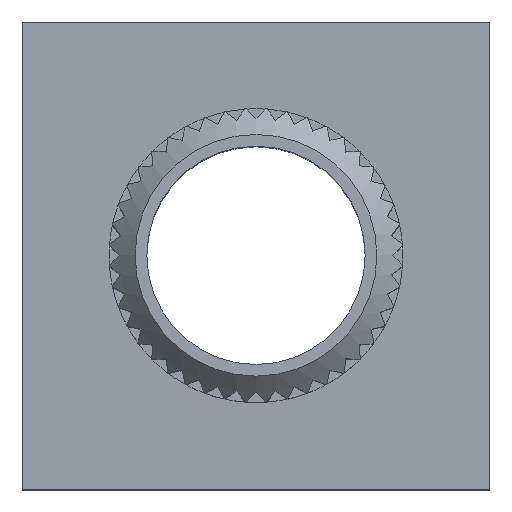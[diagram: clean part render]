
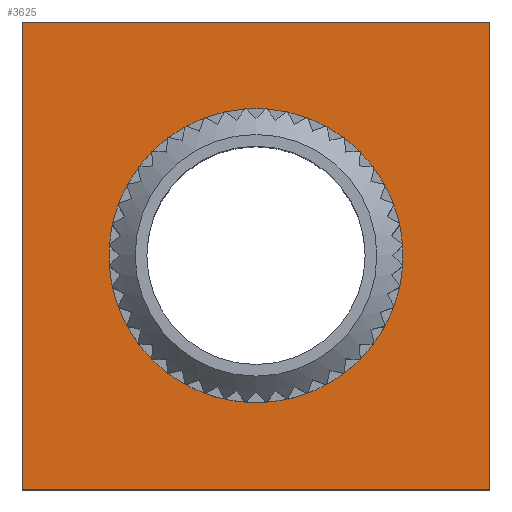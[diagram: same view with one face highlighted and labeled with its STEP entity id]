
A CAD part, top view. The second image highlights one B-rep face of the part: STEP entity #3625.
In plain terms, the highlighted planar face has unit normal (0, 0, 1).
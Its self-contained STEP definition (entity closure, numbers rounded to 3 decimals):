
#145 = LINE ( 'NONE', #159, #2143 ) ;
#151 = CARTESIAN_POINT ( 'NONE',  ( -4.5, -4.5, 2. ) ) ;
#156 = CARTESIAN_POINT ( 'NONE',  ( 0., 0., 2. ) ) ;
#157 = DIRECTION ( 'NONE',  ( 0., 0., 1. ) ) ;
#158 = DIRECTION ( 'NONE',  ( 1., 0., 0. ) ) ;
#159 = CARTESIAN_POINT ( 'NONE',  ( -4.5, 4.5, 2. ) ) ;
#160 = DIRECTION ( 'NONE',  ( -1., 0., 0. ) ) ;
#161 = LINE ( 'NONE', #151, #2254 ) ;
#162 = DIRECTION ( 'NONE',  ( 1., 0., 0. ) ) ;
#163 = LINE ( 'NONE', #164, #2318 ) ;
#164 = CARTESIAN_POINT ( 'NONE',  ( -4.5, 4.5, 2. ) ) ;
#165 = DIRECTION ( 'NONE',  ( 0., -1., 0. ) ) ;
#172 = LINE ( 'NONE', #174, #2095 ) ;
#174 = CARTESIAN_POINT ( 'NONE',  ( 4.5, 4.5, 2. ) ) ;
#175 = DIRECTION ( 'NONE',  ( 0., 1., 0. ) ) ;
#217 = CARTESIAN_POINT ( 'NONE',  ( -4.5, 4.5, 2. ) ) ;
#710 = ORIENTED_EDGE ( 'NONE', *, *, #3769, .T. ) ;
#711 = ORIENTED_EDGE ( 'NONE', *, *, #3772, .T. ) ;
#712 = ORIENTED_EDGE ( 'NONE', *, *, #3768, .T. ) ;
#713 = ORIENTED_EDGE ( 'NONE', *, *, #3767, .T. ) ;
#714 = ORIENTED_EDGE ( 'NONE', *, *, #3766, .F. ) ;
#835 = EDGE_LOOP ( 'NONE', ( #714 ) ) ;
#884 = EDGE_LOOP ( 'NONE', ( #710, #712, #711, #713 ) ) ;
#2095 = VECTOR ( 'NONE', #175, 1000. ) ;
#2143 = VECTOR ( 'NONE', #160, 1000. ) ;
#2238 = CIRCLE ( 'NONE', #2241, 2.825 ) ;
#2241 = AXIS2_PLACEMENT_3D ( 'NONE', #156, #157, #158 ) ;
#2254 = VECTOR ( 'NONE', #162, 1000. ) ;
#2311 = AXIS2_PLACEMENT_3D ( 'NONE', #2996, #3008, #3009 ) ;
#2318 = VECTOR ( 'NONE', #165, 1000. ) ;
#2462 = VERTEX_POINT ( 'NONE', #2465 ) ;
#2465 = CARTESIAN_POINT ( 'NONE',  ( 2.825, 0., 2. ) ) ;
#2872 = CARTESIAN_POINT ( 'NONE',  ( -4.5, -4.5, 2. ) ) ;
#2996 = CARTESIAN_POINT ( 'NONE',  ( -4.5, -4.5, 2. ) ) ;
#3001 = FACE_BOUND ( 'NONE', #835, .T. ) ;
#3005 = FACE_OUTER_BOUND ( 'NONE', #884, .T. ) ;
#3006 = PLANE ( 'NONE',  #2311 ) ;
#3008 = DIRECTION ( 'NONE',  ( 0., 0., 1. ) ) ;
#3009 = DIRECTION ( 'NONE',  ( 1., 0., 0. ) ) ;
#3551 = VERTEX_POINT ( 'NONE', #2872 ) ;
#3625 = ADVANCED_FACE ( 'NONE', ( #3005, #3001 ), #3006, .T. ) ;
#3766 = EDGE_CURVE ( 'NONE', #2462, #2462, #2238, .T. ) ;
#3767 = EDGE_CURVE ( 'NONE', #4021, #3835, #145, .T. ) ;
#3768 = EDGE_CURVE ( 'NONE', #3551, #4034, #161, .T. ) ;
#3769 = EDGE_CURVE ( 'NONE', #3835, #3551, #163, .T. ) ;
#3772 = EDGE_CURVE ( 'NONE', #4034, #4021, #172, .T. ) ;
#3835 = VERTEX_POINT ( 'NONE', #217 ) ;
#4021 = VERTEX_POINT ( 'NONE', #4242 ) ;
#4034 = VERTEX_POINT ( 'NONE', #4252 ) ;
#4242 = CARTESIAN_POINT ( 'NONE',  ( 4.5, 4.5, 2. ) ) ;
#4252 = CARTESIAN_POINT ( 'NONE',  ( 4.5, -4.5, 2. ) ) ;
